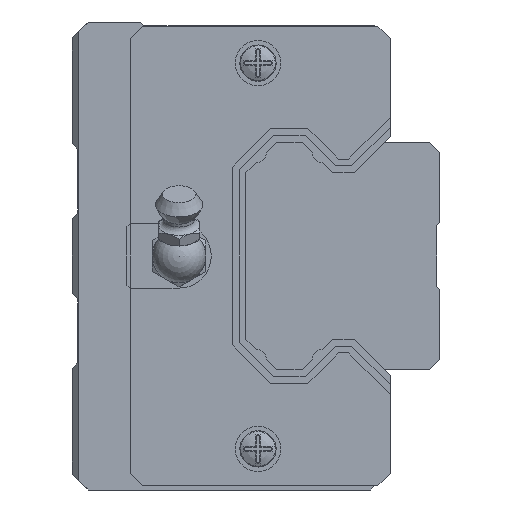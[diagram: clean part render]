
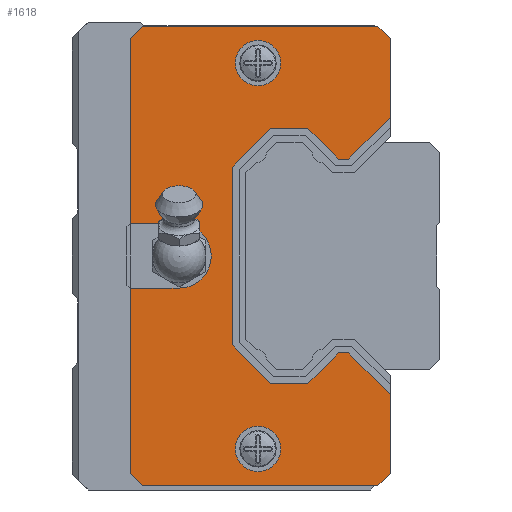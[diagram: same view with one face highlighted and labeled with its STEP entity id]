
A CAD part, left-side view. The second image highlights one B-rep face of the part: STEP entity #1618.
In plain terms, the highlighted face is planar.
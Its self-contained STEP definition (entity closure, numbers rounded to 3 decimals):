
#1268=FACE_BOUND('',#2357,.T.);
#1269=FACE_BOUND('',#2358,.T.);
#1270=FACE_BOUND('',#2359,.T.);
#1407=CIRCLE('',#6224,4.8);
#1408=CIRCLE('',#6225,3.395);
#1409=CIRCLE('',#6226,3.395);
#1618=ADVANCED_FACE('',(#1268,#1269,#1270),#1860,.T.);
#1860=PLANE('',#6227);
#2357=EDGE_LOOP('',(#3282,#3283,#3284,#3285,#3286,#3287,#3288,#3289,#3290,
#3291,#3292,#3293,#3294,#3295,#3296,#3297,#3298,#3299,#3300,#3301,#3302,
#3303,#3304,#3305));
#2358=EDGE_LOOP('',(#3306));
#2359=EDGE_LOOP('',(#3307));
#3282=ORIENTED_EDGE('',*,*,#4724,.F.);
#3283=ORIENTED_EDGE('',*,*,#4725,.F.);
#3284=ORIENTED_EDGE('',*,*,#4726,.F.);
#3285=ORIENTED_EDGE('',*,*,#4727,.F.);
#3286=ORIENTED_EDGE('',*,*,#4728,.F.);
#3287=ORIENTED_EDGE('',*,*,#4729,.F.);
#3288=ORIENTED_EDGE('',*,*,#4730,.F.);
#3289=ORIENTED_EDGE('',*,*,#4731,.F.);
#3290=ORIENTED_EDGE('',*,*,#4732,.F.);
#3291=ORIENTED_EDGE('',*,*,#4733,.F.);
#3292=ORIENTED_EDGE('',*,*,#4734,.F.);
#3293=ORIENTED_EDGE('',*,*,#4722,.T.);
#3294=ORIENTED_EDGE('',*,*,#4735,.T.);
#3295=ORIENTED_EDGE('',*,*,#4736,.T.);
#3296=ORIENTED_EDGE('',*,*,#4737,.T.);
#3297=ORIENTED_EDGE('',*,*,#4738,.T.);
#3298=ORIENTED_EDGE('',*,*,#4739,.F.);
#3299=ORIENTED_EDGE('',*,*,#4740,.F.);
#3300=ORIENTED_EDGE('',*,*,#4741,.F.);
#3301=ORIENTED_EDGE('',*,*,#4742,.T.);
#3302=ORIENTED_EDGE('',*,*,#4743,.T.);
#3303=ORIENTED_EDGE('',*,*,#4744,.T.);
#3304=ORIENTED_EDGE('',*,*,#4745,.T.);
#3305=ORIENTED_EDGE('',*,*,#4712,.T.);
#3306=ORIENTED_EDGE('',*,*,#4746,.T.);
#3307=ORIENTED_EDGE('',*,*,#4747,.T.);
#4142=VERTEX_POINT('',#8613);
#4143=VERTEX_POINT('',#8615);
#4150=VERTEX_POINT('',#8632);
#4151=VERTEX_POINT('',#8634);
#4152=VERTEX_POINT('',#8638);
#4153=VERTEX_POINT('',#8640);
#4154=VERTEX_POINT('',#8642);
#4155=VERTEX_POINT('',#8644);
#4156=VERTEX_POINT('',#8646);
#4157=VERTEX_POINT('',#8648);
#4158=VERTEX_POINT('',#8650);
#4159=VERTEX_POINT('',#8652);
#4160=VERTEX_POINT('',#8654);
#4161=VERTEX_POINT('',#8656);
#4162=VERTEX_POINT('',#8659);
#4163=VERTEX_POINT('',#8661);
#4164=VERTEX_POINT('',#8663);
#4165=VERTEX_POINT('',#8665);
#4166=VERTEX_POINT('',#8667);
#4167=VERTEX_POINT('',#8669);
#4168=VERTEX_POINT('',#8671);
#4169=VERTEX_POINT('',#8673);
#4170=VERTEX_POINT('',#8675);
#4171=VERTEX_POINT('',#8677);
#4172=VERTEX_POINT('',#8680);
#4173=VERTEX_POINT('',#8682);
#4712=EDGE_CURVE('',#4143,#4142,#5304,.T.);
#4722=EDGE_CURVE('',#4151,#4150,#5314,.T.);
#4724=EDGE_CURVE('',#4152,#4142,#5316,.T.);
#4725=EDGE_CURVE('',#4153,#4152,#5317,.T.);
#4726=EDGE_CURVE('',#4154,#4153,#5318,.T.);
#4727=EDGE_CURVE('',#4155,#4154,#5319,.T.);
#4728=EDGE_CURVE('',#4156,#4155,#5320,.T.);
#4729=EDGE_CURVE('',#4157,#4156,#5321,.T.);
#4730=EDGE_CURVE('',#4158,#4157,#5322,.T.);
#4731=EDGE_CURVE('',#4159,#4158,#5323,.T.);
#4732=EDGE_CURVE('',#4160,#4159,#5324,.T.);
#4733=EDGE_CURVE('',#4161,#4160,#5325,.T.);
#4734=EDGE_CURVE('',#4151,#4161,#5326,.T.);
#4735=EDGE_CURVE('',#4150,#4162,#5327,.T.);
#4736=EDGE_CURVE('',#4162,#4163,#5328,.T.);
#4737=EDGE_CURVE('',#4163,#4164,#5329,.T.);
#4738=EDGE_CURVE('',#4164,#4165,#5330,.T.);
#4739=EDGE_CURVE('',#4166,#4165,#5331,.T.);
#4740=EDGE_CURVE('',#4167,#4166,#1407,.T.);
#4741=EDGE_CURVE('',#4168,#4167,#5332,.T.);
#4742=EDGE_CURVE('',#4168,#4169,#5333,.T.);
#4743=EDGE_CURVE('',#4169,#4170,#5334,.T.);
#4744=EDGE_CURVE('',#4170,#4171,#5335,.T.);
#4745=EDGE_CURVE('',#4171,#4143,#5336,.T.);
#4746=EDGE_CURVE('',#4172,#4172,#1408,.T.);
#4747=EDGE_CURVE('',#4173,#4173,#1409,.T.);
#5304=LINE('',#8614,#5807);
#5314=LINE('',#8633,#5817);
#5316=LINE('',#8637,#5819);
#5317=LINE('',#8639,#5820);
#5318=LINE('',#8641,#5821);
#5319=LINE('',#8643,#5822);
#5320=LINE('',#8645,#5823);
#5321=LINE('',#8647,#5824);
#5322=LINE('',#8649,#5825);
#5323=LINE('',#8651,#5826);
#5324=LINE('',#8653,#5827);
#5325=LINE('',#8655,#5828);
#5326=LINE('',#8657,#5829);
#5327=LINE('',#8658,#5830);
#5328=LINE('',#8660,#5831);
#5329=LINE('',#8662,#5832);
#5330=LINE('',#8664,#5833);
#5331=LINE('',#8666,#5834);
#5332=LINE('',#8670,#5835);
#5333=LINE('',#8672,#5836);
#5334=LINE('',#8674,#5837);
#5335=LINE('',#8676,#5838);
#5336=LINE('',#8678,#5839);
#5807=VECTOR('',#7193,1.);
#5817=VECTOR('',#7205,1.);
#5819=VECTOR('',#7209,1.);
#5820=VECTOR('',#7210,1.);
#5821=VECTOR('',#7211,1.);
#5822=VECTOR('',#7212,1.);
#5823=VECTOR('',#7213,1.);
#5824=VECTOR('',#7214,1.);
#5825=VECTOR('',#7215,1.);
#5826=VECTOR('',#7216,1.);
#5827=VECTOR('',#7217,1.);
#5828=VECTOR('',#7218,1.);
#5829=VECTOR('',#7219,1.);
#5830=VECTOR('',#7220,1.);
#5831=VECTOR('',#7221,1.);
#5832=VECTOR('',#7222,1.);
#5833=VECTOR('',#7223,1.);
#5834=VECTOR('',#7224,1.);
#5835=VECTOR('',#7227,1.);
#5836=VECTOR('',#7228,1.);
#5837=VECTOR('',#7229,1.);
#5838=VECTOR('',#7230,1.);
#5839=VECTOR('',#7231,1.);
#6224=AXIS2_PLACEMENT_3D('',#8668,#7225,#7226);
#6225=AXIS2_PLACEMENT_3D('',#8679,#7232,#7233);
#6226=AXIS2_PLACEMENT_3D('',#8681,#7234,#7235);
#6227=AXIS2_PLACEMENT_3D('',#8683,#7236,#7237);
#7193=DIRECTION('',(0.,0.,-1.));
#7205=DIRECTION('',(0.,0.,-1.));
#7209=DIRECTION('',(0.,-0.707,0.707));
#7210=DIRECTION('',(0.,-1.,0.));
#7211=DIRECTION('',(0.,-0.707,-0.707));
#7212=DIRECTION('',(0.,-1.,0.));
#7213=DIRECTION('',(0.,-0.707,0.707));
#7214=DIRECTION('',(0.,0.,1.));
#7215=DIRECTION('',(0.,0.707,0.707));
#7216=DIRECTION('',(0.,1.,0.));
#7217=DIRECTION('',(0.,0.707,-0.707));
#7218=DIRECTION('',(0.,1.,0.));
#7219=DIRECTION('',(0.,0.707,0.707));
#7220=DIRECTION('',(0.,0.707,-0.707));
#7221=DIRECTION('',(0.,1.,0.));
#7222=DIRECTION('',(0.,0.707,0.707));
#7223=DIRECTION('',(0.,0.,1.));
#7224=DIRECTION('',(0.,1.,0.));
#7225=DIRECTION('',(1.,0.,0.));
#7226=DIRECTION('',(0.,0.,-1.));
#7227=DIRECTION('',(0.,-1.,0.));
#7228=DIRECTION('',(0.,0.,1.));
#7229=DIRECTION('',(0.,-0.707,0.707));
#7230=DIRECTION('',(0.,-1.,0.));
#7231=DIRECTION('',(0.,-0.707,-0.707));
#7232=DIRECTION('',(-1.,0.,0.));
#7233=DIRECTION('',(0.,0.,1.));
#7234=DIRECTION('',(-1.,0.,0.));
#7235=DIRECTION('',(0.,0.,1.));
#7236=DIRECTION('',(1.,0.,0.));
#7237=DIRECTION('',(0.,0.,1.));
#8613=CARTESIAN_POINT('',(3.,7.4,20.735));
#8614=CARTESIAN_POINT('',(3.,7.4,32.479));
#8615=CARTESIAN_POINT('',(3.,7.4,32.479));
#8632=CARTESIAN_POINT('',(3.,7.4,-32.479));
#8633=CARTESIAN_POINT('',(3.,7.4,32.479));
#8634=CARTESIAN_POINT('',(3.,7.4,-20.735));
#8637=CARTESIAN_POINT('',(3.,13.631,14.504));
#8638=CARTESIAN_POINT('',(3.,13.631,14.504));
#8639=CARTESIAN_POINT('',(3.,15.195,14.504));
#8640=CARTESIAN_POINT('',(3.,15.195,14.504));
#8641=CARTESIAN_POINT('',(3.,19.731,19.04));
#8642=CARTESIAN_POINT('',(3.,19.731,19.04));
#8643=CARTESIAN_POINT('',(3.,25.309,19.04));
#8644=CARTESIAN_POINT('',(3.,25.309,19.04));
#8645=CARTESIAN_POINT('',(3.,31.04,13.309));
#8646=CARTESIAN_POINT('',(3.,31.04,13.309));
#8647=CARTESIAN_POINT('',(3.,31.04,-13.309));
#8648=CARTESIAN_POINT('',(3.,31.04,-13.309));
#8649=CARTESIAN_POINT('',(3.,25.309,-19.04));
#8650=CARTESIAN_POINT('',(3.,25.309,-19.04));
#8651=CARTESIAN_POINT('',(3.,19.731,-19.04));
#8652=CARTESIAN_POINT('',(3.,19.731,-19.04));
#8653=CARTESIAN_POINT('',(3.,15.195,-14.504));
#8654=CARTESIAN_POINT('',(3.,15.195,-14.504));
#8655=CARTESIAN_POINT('',(3.,13.631,-14.504));
#8656=CARTESIAN_POINT('',(3.,13.631,-14.504));
#8657=CARTESIAN_POINT('',(3.,7.4,-20.735));
#8658=CARTESIAN_POINT('',(3.,7.4,-32.479));
#8659=CARTESIAN_POINT('',(3.,9.271,-34.35));
#8660=CARTESIAN_POINT('',(3.,9.271,-34.35));
#8661=CARTESIAN_POINT('',(3.,44.429,-34.35));
#8662=CARTESIAN_POINT('',(3.,44.429,-34.35));
#8663=CARTESIAN_POINT('',(3.,46.3,-32.479));
#8664=CARTESIAN_POINT('',(3.,46.3,-32.479));
#8665=CARTESIAN_POINT('',(3.,46.3,-4.8));
#8666=CARTESIAN_POINT('',(3.,39.,-4.8));
#8667=CARTESIAN_POINT('',(3.,39.,-4.8));
#8668=CARTESIAN_POINT('',(3.,39.,0.));
#8669=CARTESIAN_POINT('',(3.,39.,4.8));
#8670=CARTESIAN_POINT('',(3.,46.3,4.8));
#8671=CARTESIAN_POINT('',(3.,46.3,4.8));
#8672=CARTESIAN_POINT('',(3.,46.3,-32.479));
#8673=CARTESIAN_POINT('',(3.,46.3,32.479));
#8674=CARTESIAN_POINT('',(3.,46.3,32.479));
#8675=CARTESIAN_POINT('',(3.,44.429,34.35));
#8676=CARTESIAN_POINT('',(3.,44.429,34.35));
#8677=CARTESIAN_POINT('',(3.,9.271,34.35));
#8678=CARTESIAN_POINT('',(3.,9.271,34.35));
#8679=CARTESIAN_POINT('',(3.,27.2,28.858));
#8680=CARTESIAN_POINT('',(3.,27.2,32.253));
#8681=CARTESIAN_POINT('',(3.,27.2,-28.858));
#8682=CARTESIAN_POINT('',(3.,27.2,-25.463));
#8683=CARTESIAN_POINT('',(3.,0.,0.));
